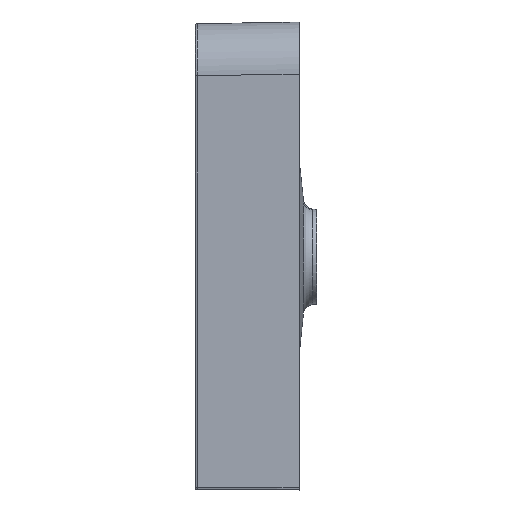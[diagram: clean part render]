
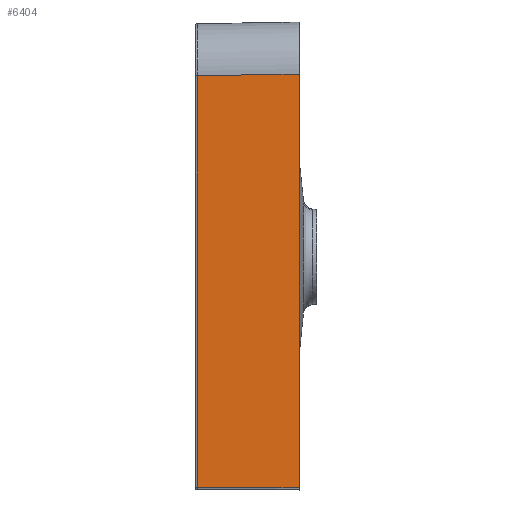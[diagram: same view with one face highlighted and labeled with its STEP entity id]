
A CAD part, left-side view. The second image highlights one B-rep face of the part: STEP entity #6404.
In plain terms, the highlighted planar face has unit normal (-1, 0.018, 0).
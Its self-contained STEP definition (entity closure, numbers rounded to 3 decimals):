
#250 = CARTESIAN_POINT ( 'NONE',  ( -498.27, -0.872, 174.063 ) ) ;
#399 = AXIS2_PLACEMENT_3D ( 'NONE', #3397, #4876, #5447 ) ;
#422 = EDGE_CURVE ( 'NONE', #801, #2854, #8520, .T. ) ;
#445 = EDGE_CURVE ( 'NONE', #2854, #2693, #3587, .T. ) ;
#460 = ORIENTED_EDGE ( 'NONE', *, *, #7012, .F. ) ;
#801 = VERTEX_POINT ( 'NONE', #5192 ) ;
#875 = DIRECTION ( 'NONE',  ( 0.017, 1., -0.017 ) ) ;
#1396 = FACE_OUTER_BOUND ( 'NONE', #6593, .T. ) ;
#2140 = VECTOR ( 'NONE', #5050, 1000. ) ;
#2576 = VECTOR ( 'NONE', #8031, 1000. ) ;
#2693 = VERTEX_POINT ( 'NONE', #3788 ) ;
#2767 = ORIENTED_EDGE ( 'NONE', *, *, #445, .T. ) ;
#2854 = VERTEX_POINT ( 'NONE', #4463 ) ;
#3397 = CARTESIAN_POINT ( 'NONE',  ( -498.255, 0., 224.04 ) ) ;
#3587 = LINE ( 'NONE', #5067, #4233 ) ;
#3788 = CARTESIAN_POINT ( 'NONE',  ( -498.289, -1.965, -222.043 ) ) ;
#3940 = ORIENTED_EDGE ( 'NONE', *, *, #422, .T. ) ;
#4233 = VECTOR ( 'NONE', #6290, 1000. ) ;
#4242 = CARTESIAN_POINT ( 'NONE',  ( -500.001, -100., 224.04 ) ) ;
#4381 = VECTOR ( 'NONE', #875, 1000. ) ;
#4463 = CARTESIAN_POINT ( 'NONE',  ( -498.289, -1.965, 174.082 ) ) ;
#4551 = VERTEX_POINT ( 'NONE', #7783 ) ;
#4876 = DIRECTION ( 'NONE',  ( -1., 0.017, 0. ) ) ;
#5050 = DIRECTION ( 'NONE',  ( 0., 0., -1. ) ) ;
#5067 = CARTESIAN_POINT ( 'NONE',  ( -498.289, -1.965, 224.04 ) ) ;
#5192 = CARTESIAN_POINT ( 'NONE',  ( -500.001, -100., 175.793 ) ) ;
#5394 = LINE ( 'NONE', #7457, #2576 ) ;
#5447 = DIRECTION ( 'NONE',  ( -0.017, -1., 0. ) ) ;
#5488 = PLANE ( 'NONE',  #399 ) ;
#5663 = LINE ( 'NONE', #4242, #2140 ) ;
#6202 = ORIENTED_EDGE ( 'NONE', *, *, #8743, .T. ) ;
#6290 = DIRECTION ( 'NONE',  ( 0., 0., -1. ) ) ;
#6404 = ADVANCED_FACE ( 'NONE', ( #1396 ), #5488, .T. ) ;
#6593 = EDGE_LOOP ( 'NONE', ( #460, #3940, #2767, #6202 ) ) ;
#7012 = EDGE_CURVE ( 'NONE', #801, #4551, #5663, .T. ) ;
#7457 = CARTESIAN_POINT ( 'NONE',  ( -498.241, 0.778, -222.039 ) ) ;
#7783 = CARTESIAN_POINT ( 'NONE',  ( -500.001, -100., -222.215 ) ) ;
#8031 = DIRECTION ( 'NONE',  ( -0.017, -1., -0.002 ) ) ;
#8520 = LINE ( 'NONE', #250, #4381 ) ;
#8743 = EDGE_CURVE ( 'NONE', #2693, #4551, #5394, .T. ) ;
